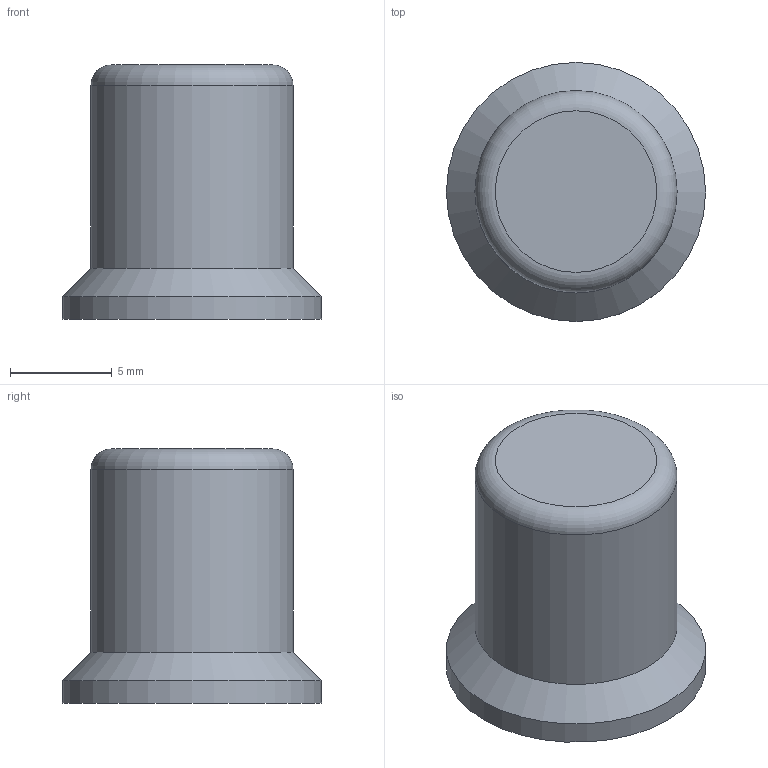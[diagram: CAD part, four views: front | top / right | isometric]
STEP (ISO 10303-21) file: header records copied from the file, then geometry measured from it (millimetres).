
FILE_DESCRIPTION(/* description */ ('','CAx-IF Rec.Pracs.---Representation and Presentation of Product Manufacturing Information (PMI)---4.0---2014-10-13'),/* implementation_level */ '2;1');
FILE_NAME(/* name */ 'DPP Case - button.step',/* time_stamp */ '2024-12-03T16:28:07-05:00',/* author */ (''),/* organization */ (''),/* preprocessor_version */ 'ST-DEVELOPER v20',/* originating_system */ 'Autodesk Translation Framework v13.20.0.188',/* authorisation */ '');
FILE_SCHEMA (('AP242_MANAGED_MODEL_BASED_3D_ENGINEERING_MIM_LF { 1 0 10303 442 1 1 4 }'));
Length unit declared in the file: millimetre
Products named in the file (2): DuckyPad Pro Case - Button; buttons
Assembly tree (1 placements, depth 2):
  DuckyPad Pro Case - Button
    buttons
Bounding box: 12.75 x 12.75 x 12.5 mm (x, y, z)
Volume: 1054 mm3; surface area: 618.8 mm2
Topology: 1 solids, 1 shells, 6 faces, 9 edges, 5 vertices
Faces by surface type: cylinder 2, plane 2, torus 1, cone 1
Full cylindrical faces by diameter (mm): 9.95 x1, 12.75 x1
Entity records: 223 total; most frequent: DIRECTION 33, CARTESIAN_POINT 23, ORIENTED_EDGE 18, AXIS2_PLACEMENT_3D 15, EDGE_CURVE 9, FACE_OUTER_BOUND 6, EDGE_LOOP 6, CIRCLE 6
